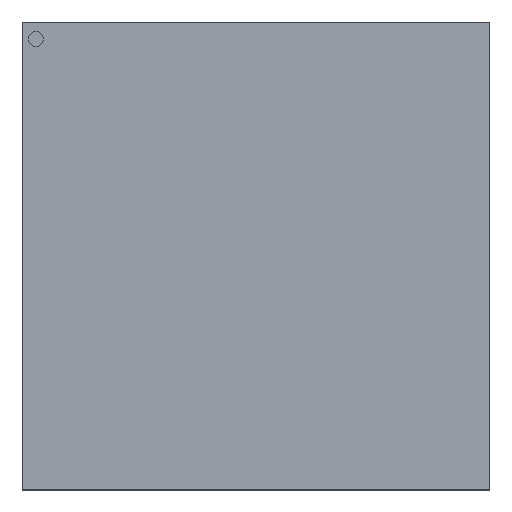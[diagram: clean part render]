
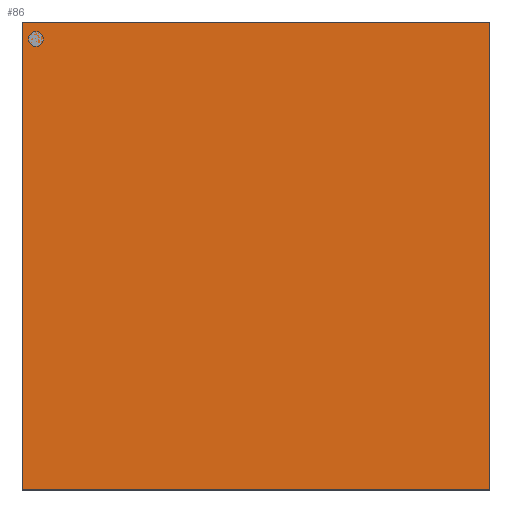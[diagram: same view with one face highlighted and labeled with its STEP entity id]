
A CAD part, top view. The second image highlights one B-rep face of the part: STEP entity #86.
In plain terms, the highlighted planar face has unit normal (0, 0, 1).
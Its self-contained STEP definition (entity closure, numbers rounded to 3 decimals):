
#86=ADVANCED_FACE('',(#179),#180,.T.);
#179=FACE_OUTER_BOUND('',#290,.T.);
#180=PLANE('',#291);
#290=EDGE_LOOP('',(#406,#407,#408,#409));
#291=AXIS2_PLACEMENT_3D('',#410,#411,#412);
#406=ORIENTED_EDGE('',*,*,#570,.F.);
#407=ORIENTED_EDGE('',*,*,#571,.F.);
#408=ORIENTED_EDGE('',*,*,#572,.F.);
#409=ORIENTED_EDGE('',*,*,#573,.F.);
#410=CARTESIAN_POINT('',(0.0,0.,0.351));
#411=DIRECTION('',(0.0,0.0,1.0));
#412=DIRECTION('',(1.0,0.0,0.0));
#570=EDGE_CURVE('',#658,#659,#660,.T.);
#571=EDGE_CURVE('',#661,#658,#662,.T.);
#572=EDGE_CURVE('',#663,#661,#664,.T.);
#573=EDGE_CURVE('',#659,#663,#665,.T.);
#658=VERTEX_POINT('',#782);
#659=VERTEX_POINT('',#783);
#660=LINE('',#784,#785);
#661=VERTEX_POINT('',#786);
#662=LINE('',#787,#788);
#663=VERTEX_POINT('',#789);
#664=LINE('',#790,#791);
#665=LINE('',#792,#793);
#782=CARTESIAN_POINT('',(0.411,0.411,0.351));
#783=CARTESIAN_POINT('',(0.411,-0.411,0.351));
#784=CARTESIAN_POINT('',(0.411,-0.411,0.351));
#785=VECTOR('',#890,1.0);
#786=CARTESIAN_POINT('',(-0.411,0.411,0.351));
#787=CARTESIAN_POINT('',(0.411,0.411,0.351));
#788=VECTOR('',#891,1.0);
#789=CARTESIAN_POINT('',(-0.411,-0.411,0.351));
#790=CARTESIAN_POINT('',(-0.411,0.411,0.351));
#791=VECTOR('',#892,1.0);
#792=CARTESIAN_POINT('',(-0.411,-0.411,0.351));
#793=VECTOR('',#893,1.0);
#890=DIRECTION('',(-0.0,-1.0,-0.0));
#891=DIRECTION('',(1.0,0.0,0.0));
#892=DIRECTION('',(0.0,1.0,0.0));
#893=DIRECTION('',(-1.0,-0.0,-0.0));
